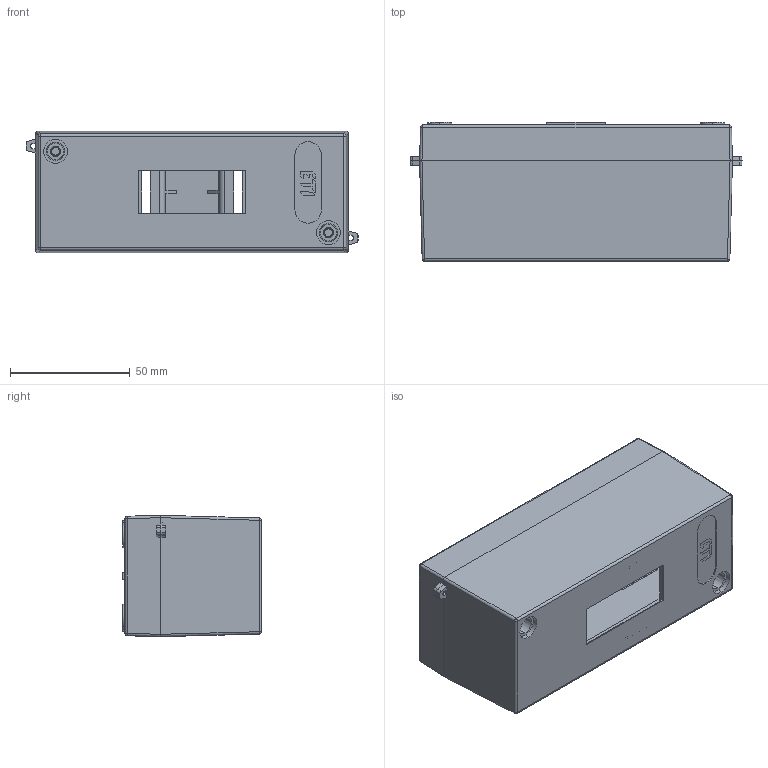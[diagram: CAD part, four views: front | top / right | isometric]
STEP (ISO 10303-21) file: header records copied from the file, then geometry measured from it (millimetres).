
FILE_DESCRIPTION((''),'2;1');
FILE_NAME('EC_1_1_ASM','2021-02-18T',('marketing.praksa'),('Audax d.o.o.'),'CREO PARAMETRIC BY PTC INC, 2017480','CREO PARAMETRIC BY PTC INC, 2017480','');
FILE_SCHEMA(('AUTOMOTIVE_DESIGN { 1 0 10303 214 1 1 1 1 }'));
Length unit declared in the file: millimetre
Products named in the file (9): MASKAN2A; DNO_N2A; N1A_ASM; TMP_DWG_65_1_1; TMP_DWG_65_1_2; TMP_DWG_65_1_3; CRM-82TO_ASM; LOGO_X-9_87_Y-6_07_ASM; EC_1_1_ASM
Assembly tree (8 placements, depth 4):
  EC_1_1_ASM
    N1A_ASM
      MASKAN2A
      DNO_N2A
    LOGO_X-9_87_Y-6_07_ASM
      CRM-82TO_ASM
        TMP_DWG_65_1_1
        TMP_DWG_65_1_2
        TMP_DWG_65_1_3
Bounding box: 138.7 x 58 x 50.7 mm (x, y, z)
Volume: 65033.2 mm3; surface area: 71551.8 mm2
Topology: 5 solids, 5 shells, 774 faces, 2102 edges, 1375 vertices
Faces by surface type: plane 558, cylinder 115, cone 62, extrusion 31, sphere 4, bspline 4
Entity records: 37680 total; most frequent: CARTESIAN_POINT 6198, ORIENTED_EDGE 4204, DIRECTION 3908, PRESENTATION_STYLE_ASSIGNMENT 2765, STYLED_ITEM 2765, EDGE_CURVE 2102, CURVE_STYLE 1989, VECTOR 1546
